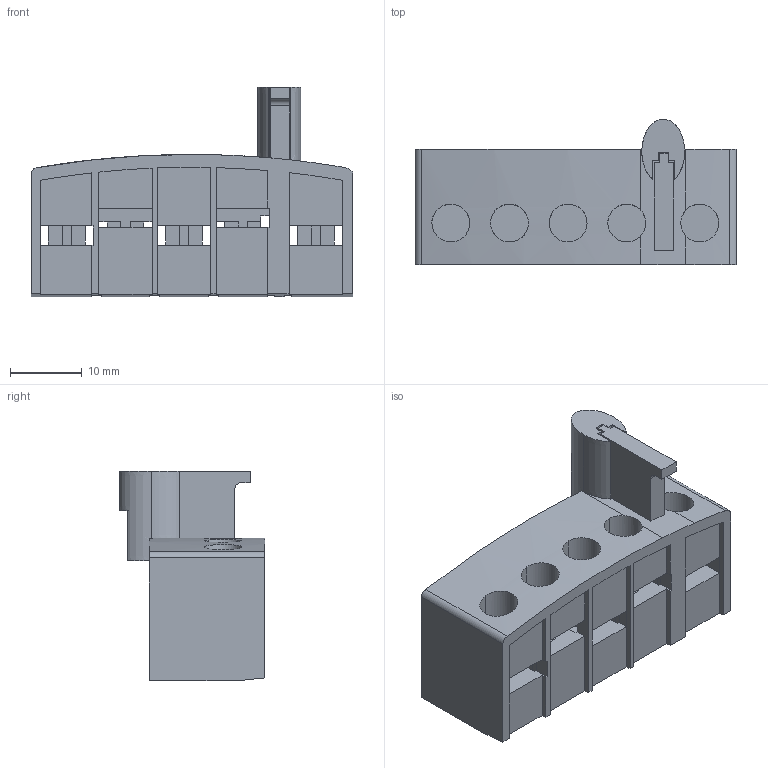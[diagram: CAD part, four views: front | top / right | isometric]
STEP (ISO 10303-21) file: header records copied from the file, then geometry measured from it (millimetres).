
FILE_DESCRIPTION((''),'2;1');
FILE_NAME('SB105344_3D-SOFTWARE_COLOUR','2013-09-03T',('SESA231906'),('Schneider-Electric'),'PRO/ENGINEER BY PARAMETRIC TECHNOLOGY CORPORATION, 2011410','PRO/ENGINEER BY PARAMETRIC TECHNOLOGY CORPORATION, 2011410','');
FILE_SCHEMA(('CONFIG_CONTROL_DESIGN'));
Length unit declared in the file: millimetre
Products named in the file (1): SB105344_3D-SOFTWARE_COLOUR
Bounding box: 45 x 20.28 x 29.3 mm (x, y, z)
Volume: 9372.2 mm3; surface area: 8413 mm2
Topology: 1 solids, 1 shells, 323 faces, 1003 edges, 670 vertices
Faces by surface type: plane 287, cylinder 26, extrusion 10
Entity records: 11490 total; most frequent: CARTESIAN_POINT 2476, ORIENTED_EDGE 2006, DIRECTION 1665, EDGE_CURVE 1003, VECTOR 899, LINE 889, VERTEX_POINT 670, AXIS2_PLACEMENT_3D 383
